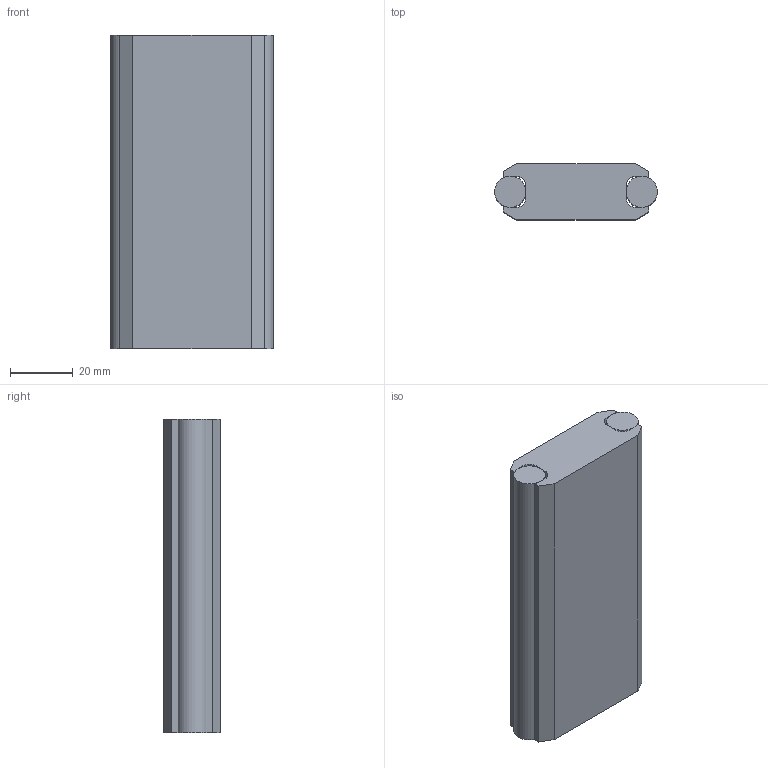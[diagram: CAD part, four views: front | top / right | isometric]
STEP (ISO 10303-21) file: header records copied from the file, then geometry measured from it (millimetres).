
FILE_DESCRIPTION(/* description */ ('PROFILO GUIDA LINEARE ACS 52F ALB. D.10 '),/* implementation_level */ '2;1');
FILE_NAME(/* name */ 'DM80PGL0014-A.stp',/* time_stamp */ '2022-12-07T15:24:55+01:00',/* author */ ('tecnico7'),/* organization */ (''),/* preprocessor_version */ 'ST-DEVELOPER v18.1',/* originating_system */ 'Autodesk Inventor 2022',/* authorisation */ '');
FILE_SCHEMA (('AUTOMOTIVE_DESIGN { 1 0 10303 214 3 1 1 }'));
Length unit declared in the file: millimetre
Products named in the file (3): DM80PGL0014-A; 952510020102; 952510020103
Assembly tree (3 placements, depth 2):
  DM80PGL0014-A
    952510020102
    952510020103  x2
Bounding box: 52 x 18 x 100 mm (x, y, z)
Volume: 83672.3 mm3; surface area: 22757 mm2
Topology: 3 solids, 3 shells, 32 faces, 78 edges, 52 vertices
Faces by surface type: plane 22, cylinder 10
Full cylindrical faces by diameter (mm): 10 x2
Entity records: 1011 total; most frequent: DIRECTION 163, CARTESIAN_POINT 160, ORIENTED_EDGE 150, EDGE_CURVE 75, LINE 57, VECTOR 57, AXIS2_PLACEMENT_3D 53, VERTEX_POINT 50
